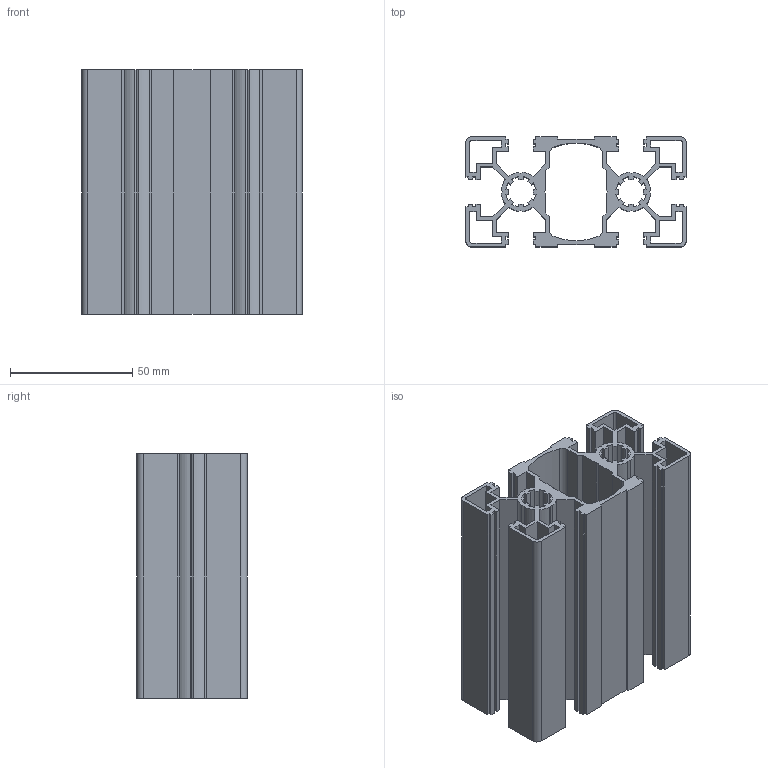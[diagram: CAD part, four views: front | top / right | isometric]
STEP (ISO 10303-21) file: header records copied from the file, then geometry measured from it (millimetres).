
FILE_DESCRIPTION (( 'STEP AP203' ), '1' );
FILE_NAME ('JL-10-4590EA.STEP', '2019-07-24T05:51:47', ( 'User' ), ( 'China' ), 'SwSTEP 2.0', 'SolidWorks 2015', '' );
FILE_SCHEMA (( 'CONFIG_CONTROL_DESIGN' ));
Length unit declared in the file: millimetre
Products named in the file (1): JL-10-4590EA
Bounding box: 90 x 45 x 100 mm (x, y, z)
Volume: 107799.2 mm3; surface area: 104034.3 mm2
Topology: 1 solids, 1 shells, 446 faces, 1305 edges, 870 vertices
Faces by surface type: plane 358, cylinder 60, bspline 28
Entity records: 15606 total; most frequent: CARTESIAN_POINT 3730, ORIENTED_EDGE 2610, DIRECTION 2207, EDGE_CURVE 1305, LINE 1129, VECTOR 1129, VERTEX_POINT 870, AXIS2_PLACEMENT_3D 539
